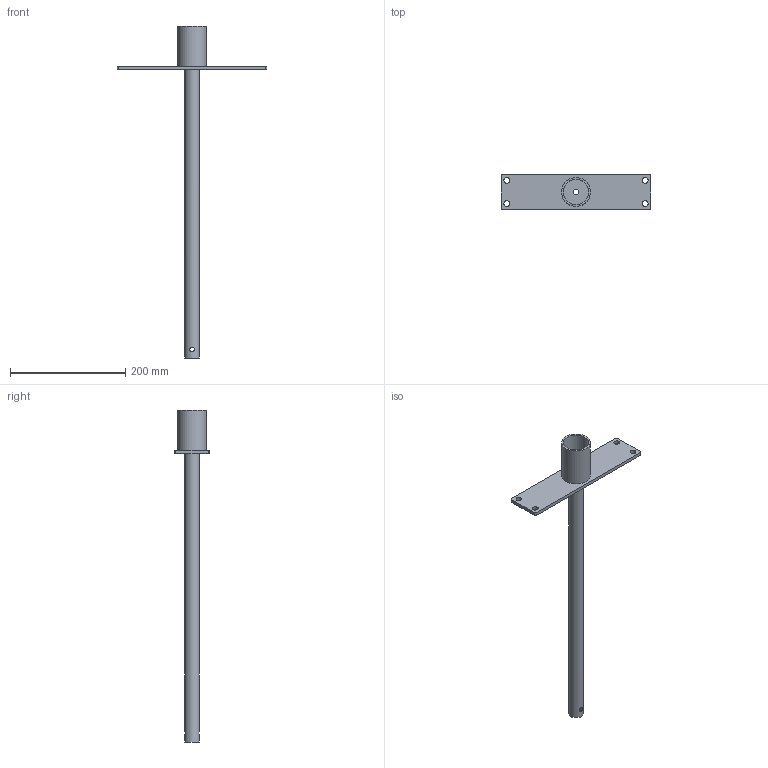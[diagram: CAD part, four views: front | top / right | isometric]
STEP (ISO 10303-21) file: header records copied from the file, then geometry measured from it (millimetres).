
FILE_DESCRIPTION(('FreeCAD Model'),'2;1');
FILE_NAME('Open CASCADE Shape Model','2025-06-24T14:59:59',(''),(''), 'Open CASCADE STEP processor 7.8','FreeCAD','Unknown');
FILE_SCHEMA(('AUTOMOTIVE_DESIGN { 1 0 10303 214 1 1 1 1 }'));
Length unit declared in the file: millimetre
Products named in the file (1): Bracket bottom
Bounding box: 260 x 60 x 576 mm (x, y, z)
Volume: 194283.1 mm3; surface area: 127997.4 mm2
Topology: 1 solids, 1 shells, 25 faces, 57 edges, 38 vertices
Faces by surface type: cylinder 15, plane 10
Full cylindrical faces by diameter (mm): 8 x2, 10 x5, 21 x1, 25 x1, 44 x1, 50 x1
Entity records: 1091 total; most frequent: CARTESIAN_POINT 453, DIRECTION 131, ORIENTED_EDGE 114, EDGE_CURVE 57, AXIS2_PLACEMENT_3D 52, FACE_BOUND 43, EDGE_LOOP 43, VERTEX_POINT 38
